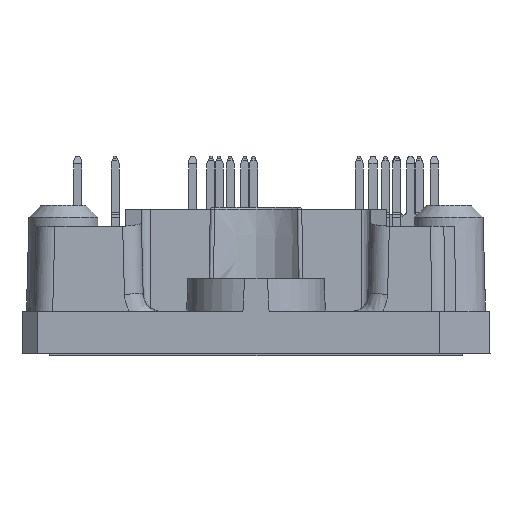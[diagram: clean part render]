
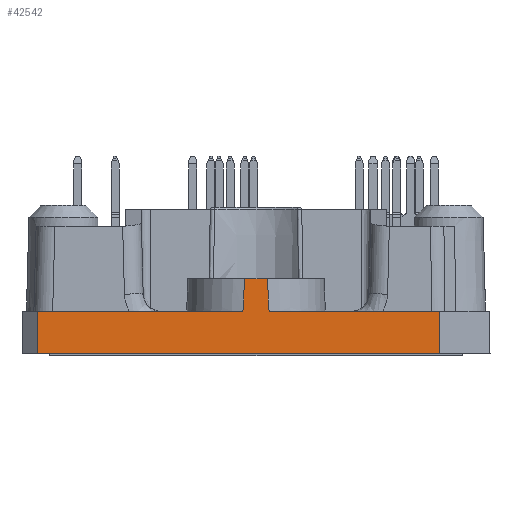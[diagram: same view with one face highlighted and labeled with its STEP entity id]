
A CAD part, left-side view. The second image highlights one B-rep face of the part: STEP entity #42542.
In plain terms, the highlighted planar face has unit normal (-1, 0, 0.018).
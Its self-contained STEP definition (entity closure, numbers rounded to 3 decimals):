
#2245=B_SPLINE_CURVE_WITH_KNOTS('',3,(#57061,#57062,#57063,#57064),
 .UNSPECIFIED.,.F.,.F.,(4,4),(0.,0.003),.UNSPECIFIED.);
#2250=B_SPLINE_CURVE_WITH_KNOTS('',3,(#57160,#57161,#57162,#57163),
 .UNSPECIFIED.,.F.,.F.,(4,4),(0.,0.003),.UNSPECIFIED.);
#3604=ORIENTED_EDGE('',*,*,#12649,.F.);
#3605=ORIENTED_EDGE('',*,*,#12650,.T.);
#3606=ORIENTED_EDGE('',*,*,#12538,.T.);
#3607=ORIENTED_EDGE('',*,*,#12606,.T.);
#3608=ORIENTED_EDGE('',*,*,#12651,.F.);
#3609=ORIENTED_EDGE('',*,*,#12607,.T.);
#3610=ORIENTED_EDGE('',*,*,#12522,.T.);
#3611=ORIENTED_EDGE('',*,*,#12648,.F.);
#12522=EDGE_CURVE('',#17132,#17133,#20206,.F.);
#12538=EDGE_CURVE('',#17147,#17146,#20214,.F.);
#12606=EDGE_CURVE('',#17146,#17176,#20260,.F.);
#12607=EDGE_CURVE('',#17177,#17132,#2245,.T.);
#12648=EDGE_CURVE('',#17203,#17133,#2250,.T.);
#12649=EDGE_CURVE('',#17204,#17203,#20283,.F.);
#12650=EDGE_CURVE('',#17204,#17147,#20284,.F.);
#12651=EDGE_CURVE('',#17177,#17176,#20285,.F.);
#17132=VERTEX_POINT('',#56821);
#17133=VERTEX_POINT('',#56823);
#17146=VERTEX_POINT('',#56886);
#17147=VERTEX_POINT('',#56888);
#17176=VERTEX_POINT('',#57058);
#17177=VERTEX_POINT('',#57065);
#17203=VERTEX_POINT('',#57159);
#17204=VERTEX_POINT('',#57166);
#20206=LINE('',#56824,#23150);
#20214=LINE('',#56887,#23158);
#20260=LINE('',#57059,#23204);
#20283=LINE('',#57165,#23227);
#20284=LINE('',#57167,#23228);
#20285=LINE('',#57168,#23229);
#23150=VECTOR('',#47721,1000.);
#23158=VECTOR('',#47747,1000.);
#23204=VECTOR('',#47887,1000.);
#23227=VECTOR('',#47970,1000.);
#23228=VECTOR('',#47971,1000.);
#23229=VECTOR('',#47972,1000.);
#26089=EDGE_LOOP('',(#3604,#3605,#3606,#3607,#3608,#3609,#3610,#3611));
#27915=FACE_BOUND('',#26089,.T.);
#29606=PLANE('',#44430);
#42542=ADVANCED_FACE('',(#27915),#29606,.T.);
#44430=AXIS2_PLACEMENT_3D('',#57164,#47968,#47969);
#47721=DIRECTION('',(0.,-1.,0.));
#47747=DIRECTION('',(0.,1.,0.));
#47887=DIRECTION('',(-0.017,-0.007,-1.));
#47968=DIRECTION('',(-1.,0.,0.017));
#47969=DIRECTION('',(0.017,0.,1.));
#47970=DIRECTION('',(0.,1.,0.));
#47971=DIRECTION('',(0.017,-0.017,1.));
#47972=DIRECTION('',(0.,1.,0.));
#56821=CARTESIAN_POINT('',(-40.895,-0.913,6.));
#56823=CARTESIAN_POINT('',(-40.895,0.913,6.));
#56824=CARTESIAN_POINT('',(-40.895,0.,6.));
#56886=CARTESIAN_POINT('',(-41.,-14.7,0.));
#56887=CARTESIAN_POINT('',(-41.,0.,0.));
#56888=CARTESIAN_POINT('',(-41.,17.49,0.));
#57058=CARTESIAN_POINT('',(-40.941,-14.675,3.4));
#57059=CARTESIAN_POINT('',(-40.998,-14.699,0.134));
#57061=CARTESIAN_POINT('',(-40.941,-1.044,3.4));
#57062=CARTESIAN_POINT('',(-40.926,-1.003,4.267));
#57063=CARTESIAN_POINT('',(-40.91,-0.959,5.133));
#57064=CARTESIAN_POINT('',(-40.895,-0.913,6.));
#57065=CARTESIAN_POINT('',(-40.941,-1.044,3.4));
#57159=CARTESIAN_POINT('',(-40.941,1.044,3.4));
#57160=CARTESIAN_POINT('',(-40.941,1.044,3.4));
#57161=CARTESIAN_POINT('',(-40.926,1.003,4.267));
#57162=CARTESIAN_POINT('',(-40.91,0.959,5.133));
#57163=CARTESIAN_POINT('',(-40.895,0.913,6.));
#57164=CARTESIAN_POINT('',(-41.,0.,0.));
#57165=CARTESIAN_POINT('',(-40.941,0.,3.4));
#57166=CARTESIAN_POINT('',(-40.941,17.43,3.4));
#57167=CARTESIAN_POINT('',(-40.995,17.484,0.305));
#57168=CARTESIAN_POINT('',(-40.941,0.,3.4));
